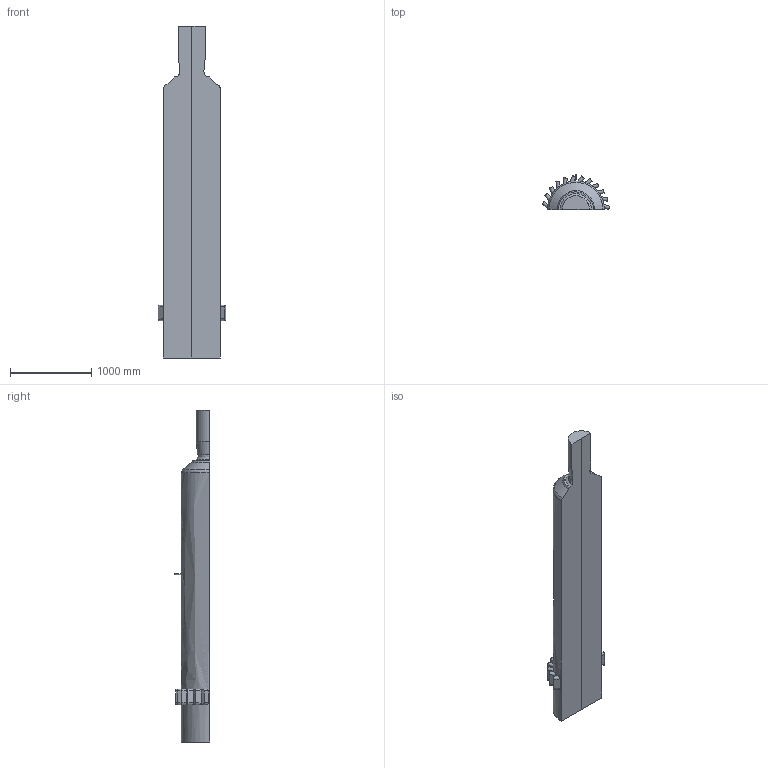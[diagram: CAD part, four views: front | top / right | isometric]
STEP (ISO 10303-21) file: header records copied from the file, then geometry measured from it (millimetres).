
FILE_DESCRIPTION(('CATIA V5 STEP Exchange'),'2;1');
FILE_NAME('cylinder-half.stp','2020-03-25T11:17:21+00:00',('none'),('none'),'CATIA Version 5-6 Release 2017','CATIA V5 STEP AP203','none');
FILE_SCHEMA(('CONFIG_CONTROL_DESIGN'));
Length unit declared in the file: millimetre
Bounding box: 834.99 x 434.9 x 4092.37 mm (x, y, z)
Surface area: 7380633.2 mm2 (no closed solid volume)
Topology: 0 solids, 31 shells, 80 faces, 329 edges, 269 vertices
Faces by surface type: plane 44, cylinder 27, revolution 8, cone 1
Entity records: 4755 total; most frequent: CARTESIAN_POINT 2324, ORIENTED_EDGE 390, DIRECTION 362, EDGE_CURVE 327, VERTEX_POINT 266, VECTOR 151, LINE 151, AXIS2_PLACEMENT_3D 134
